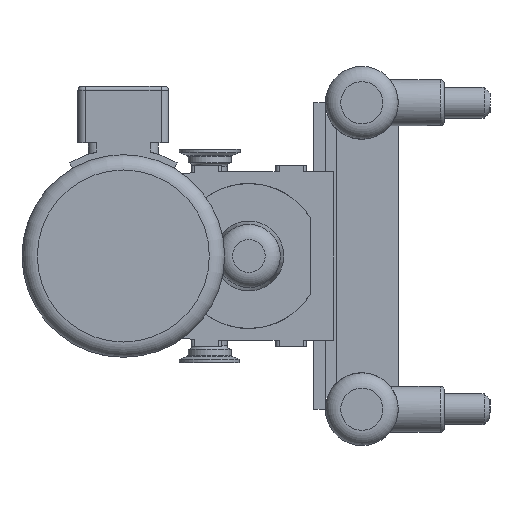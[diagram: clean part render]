
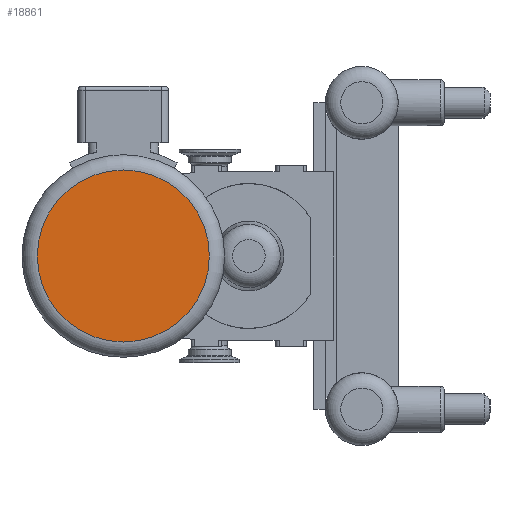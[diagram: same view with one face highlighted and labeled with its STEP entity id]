
A CAD part, left-side view. The second image highlights one B-rep face of the part: STEP entity #18861.
In plain terms, the highlighted planar face has unit normal (-1, 0, 0).
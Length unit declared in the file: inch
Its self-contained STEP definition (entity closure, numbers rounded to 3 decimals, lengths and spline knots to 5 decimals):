
#1380=PLANE('',#20753);
#5440=FACE_OUTER_BOUND('',#6567,.T.);
#6567=EDGE_LOOP('',(#17368,#17369));
#7453=CIRCLE('',#20754,2.8065);
#7454=CIRCLE('',#20755,2.8065);
#9242=VERTEX_POINT('',#36700);
#9243=VERTEX_POINT('',#36701);
#11982=EDGE_CURVE('',#9242,#9243,#7453,.T.);
#11983=EDGE_CURVE('',#9243,#9242,#7454,.T.);
#17368=ORIENTED_EDGE('',*,*,#11982,.F.);
#17369=ORIENTED_EDGE('',*,*,#11983,.F.);
#18861=ADVANCED_FACE('',(#5440),#1380,.T.);
#20753=AXIS2_PLACEMENT_3D('',#36699,#25869,#25870);
#20754=AXIS2_PLACEMENT_3D('',#36702,#25871,#25872);
#20755=AXIS2_PLACEMENT_3D('',#36703,#25873,#25874);
#25869=DIRECTION('center_axis',(-1.,0.,0.));
#25870=DIRECTION('ref_axis',(0.,1.,0.));
#25871=DIRECTION('center_axis',(1.,0.,0.));
#25872=DIRECTION('ref_axis',(0.,0.,
1.));
#25873=DIRECTION('center_axis',(1.,0.,0.));
#25874=DIRECTION('ref_axis',(0.,0.,
1.));
#36699=CARTESIAN_POINT('Origin',(-28.266,2.813,-3.3065));
#36700=CARTESIAN_POINT('',(-28.266,2.813,-2.8065));
#36701=CARTESIAN_POINT('',(-28.266,5.6195,0.));
#36702=CARTESIAN_POINT('Origin',(-28.266,2.813,0.));
#36703=CARTESIAN_POINT('Origin',(-28.266,2.813,0.));
